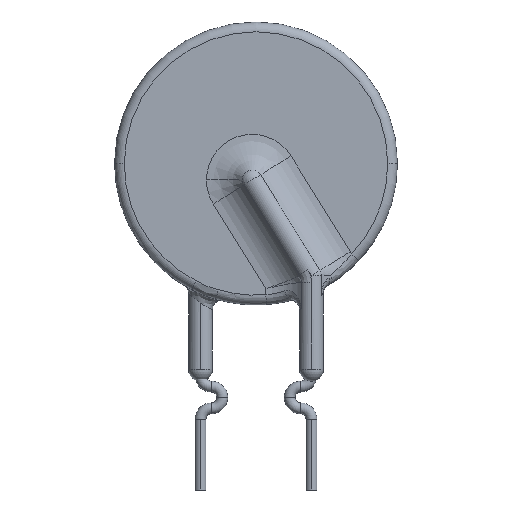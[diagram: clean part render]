
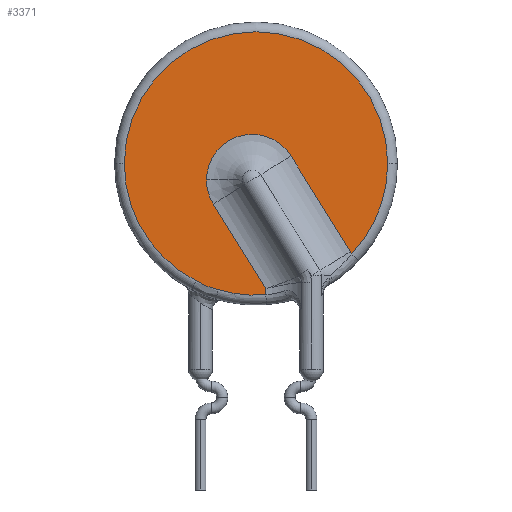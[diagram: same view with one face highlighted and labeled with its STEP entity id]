
A CAD part, front view. The second image highlights one B-rep face of the part: STEP entity #3371.
In plain terms, the highlighted planar face has unit normal (0, -1, 0).
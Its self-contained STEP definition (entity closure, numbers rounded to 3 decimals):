
#603 = VERTEX_POINT('',#604);
#604 = CARTESIAN_POINT('',(3.002,-1.15,5.704
    ));
#645 = VERTEX_POINT('',#646);
#646 = CARTESIAN_POINT('',(-0.197,-1.15,
    6.347));
#664 = VERTEX_POINT('',#665);
#665 = CARTESIAN_POINT('',(0.825,-1.15,5.938
    ));
#672 = EDGE_CURVE('',#664,#645,#673,.T.);
#673 = B_SPLINE_CURVE_WITH_KNOTS('',3,(#674,#675,#676,#677,#678),
  .UNSPECIFIED.,.F.,.F.,(4,1,4),(0.,0.001,
    0.001),.QUASI_UNIFORM_KNOTS.);
#674 = CARTESIAN_POINT('',(0.825,-1.15,5.938
    ));
#675 = CARTESIAN_POINT('',(0.649,-1.15,5.99
    ));
#676 = CARTESIAN_POINT('',(0.284,-1.15,6.067
    ));
#677 = CARTESIAN_POINT('',(-0.033,-1.15,
    6.263));
#678 = CARTESIAN_POINT('',(-0.197,-1.15,
    6.347));
#742 = VERTEX_POINT('',#743);
#743 = CARTESIAN_POINT('',(6.945,-1.15,7.579
    ));
#1339 = VERTEX_POINT('',#1340);
#1340 = CARTESIAN_POINT('',(3.002,-1.15,
    5.983));
#1545 = EDGE_CURVE('',#1339,#603,#1546,.T.);
#1546 = LINE('',#1547,#1548);
#1547 = CARTESIAN_POINT('',(3.002,-1.15,
    11.737));
#1548 = VECTOR('',#1549,1.);
#1549 = DIRECTION('',(0.,0.,-1.));
#1575 = EDGE_CURVE('',#1576,#1339,#1578,.T.);
#1576 = VERTEX_POINT('',#1577);
#1577 = CARTESIAN_POINT('',(0.59,-1.15,9.874
    ));
#1578 = LINE('',#1579,#1580);
#1579 = CARTESIAN_POINT('',(0.3,-1.15,
    10.342));
#1580 = VECTOR('',#1581,1.);
#1581 = DIRECTION('',(0.527,0.,-0.85)
  );
#1598 = EDGE_CURVE('',#1599,#1601,#1603,.T.);
#1599 = VERTEX_POINT('',#1600);
#1600 = CARTESIAN_POINT('',(4.155,-1.15,
    12.085));
#1601 = VERTEX_POINT('',#1602);
#1602 = CARTESIAN_POINT('',(0.275,-1.15,
    10.98));
#1603 = CIRCLE('',#1604,2.098);
#1604 = AXIS2_PLACEMENT_3D('',#1605,#1606,#1607);
#1605 = CARTESIAN_POINT('',(2.372,-1.15,
    10.98));
#1606 = DIRECTION('',(0.,-1.,0.));
#1607 = DIRECTION('',(1.,0.,0.));
#1651 = EDGE_CURVE('',#1652,#1599,#1654,.T.);
#1652 = VERTEX_POINT('',#1653);
#1653 = CARTESIAN_POINT('',(6.883,-1.15,
    7.686));
#1654 = LINE('',#1655,#1656);
#1655 = CARTESIAN_POINT('',(3.865,-1.15,
    12.552));
#1656 = VECTOR('',#1657,1.);
#1657 = DIRECTION('',(-0.527,0.,0.85)
  );
#1692 = EDGE_CURVE('',#742,#1652,#1693,.T.);
#1693 = CIRCLE('',#1694,2.098);
#1694 = AXIS2_PLACEMENT_3D('',#1695,#1696,#1697);
#1695 = CARTESIAN_POINT('',(5.1,-1.15,
    6.58));
#1696 = DIRECTION('',(0.,-1.,0.));
#1697 = DIRECTION('',(1.,0.,0.));
#3371 = ADVANCED_FACE('',(#3372),#3419,.F.);
#3372 = FACE_BOUND('',#3373,.T.);
#3373 = EDGE_LOOP('',(#3374,#3375,#3376,#3383,#3384,#3385,#3386,#3395,
    #3404,#3411,#3412));
#3374 = ORIENTED_EDGE('',*,*,#1545,.F.);
#3375 = ORIENTED_EDGE('',*,*,#1575,.F.);
#3376 = ORIENTED_EDGE('',*,*,#3377,.F.);
#3377 = EDGE_CURVE('',#1601,#1576,#3378,.T.);
#3378 = CIRCLE('',#3379,2.098);
#3379 = AXIS2_PLACEMENT_3D('',#3380,#3381,#3382);
#3380 = CARTESIAN_POINT('',(2.372,-1.15,
    10.98));
#3381 = DIRECTION('',(0.,-1.,0.));
#3382 = DIRECTION('',(1.,0.,0.));
#3383 = ORIENTED_EDGE('',*,*,#1598,.F.);
#3384 = ORIENTED_EDGE('',*,*,#1651,.F.);
#3385 = ORIENTED_EDGE('',*,*,#1692,.F.);
#3386 = ORIENTED_EDGE('',*,*,#3387,.F.);
#3387 = EDGE_CURVE('',#3388,#742,#3390,.T.);
#3388 = VERTEX_POINT('',#3389);
#3389 = CARTESIAN_POINT('',(8.6,-1.15,
    11.737));
#3390 = CIRCLE('',#3391,6.05);
#3391 = AXIS2_PLACEMENT_3D('',#3392,#3393,#3394);
#3392 = CARTESIAN_POINT('',(2.55,-1.15,
    11.737));
#3393 = DIRECTION('',(0.,1.,0.));
#3394 = DIRECTION('',(1.,0.,0.));
#3395 = ORIENTED_EDGE('',*,*,#3396,.F.);
#3396 = EDGE_CURVE('',#3397,#3388,#3399,.T.);
#3397 = VERTEX_POINT('',#3398);
#3398 = CARTESIAN_POINT('',(-3.5,-1.15,
    11.737));
#3399 = CIRCLE('',#3400,6.05);
#3400 = AXIS2_PLACEMENT_3D('',#3401,#3402,#3403);
#3401 = CARTESIAN_POINT('',(2.55,-1.15,
    11.737));
#3402 = DIRECTION('',(0.,1.,0.));
#3403 = DIRECTION('',(1.,0.,0.));
#3404 = ORIENTED_EDGE('',*,*,#3405,.F.);
#3405 = EDGE_CURVE('',#645,#3397,#3406,.T.);
#3406 = CIRCLE('',#3407,6.05);
#3407 = AXIS2_PLACEMENT_3D('',#3408,#3409,#3410);
#3408 = CARTESIAN_POINT('',(2.55,-1.15,
    11.737));
#3409 = DIRECTION('',(0.,1.,0.));
#3410 = DIRECTION('',(1.,0.,0.));
#3411 = ORIENTED_EDGE('',*,*,#672,.F.);
#3412 = ORIENTED_EDGE('',*,*,#3413,.F.);
#3413 = EDGE_CURVE('',#603,#664,#3414,.T.);
#3414 = CIRCLE('',#3415,6.05);
#3415 = AXIS2_PLACEMENT_3D('',#3416,#3417,#3418);
#3416 = CARTESIAN_POINT('',(2.55,-1.15,
    11.737));
#3417 = DIRECTION('',(0.,1.,0.));
#3418 = DIRECTION('',(1.,0.,0.));
#3419 = PLANE('',#3420);
#3420 = AXIS2_PLACEMENT_3D('',#3421,#3422,#3423);
#3421 = CARTESIAN_POINT('',(2.55,-1.15,
    11.737));
#3422 = DIRECTION('',(0.,1.,0.));
#3423 = DIRECTION('',(1.,0.,0.));
